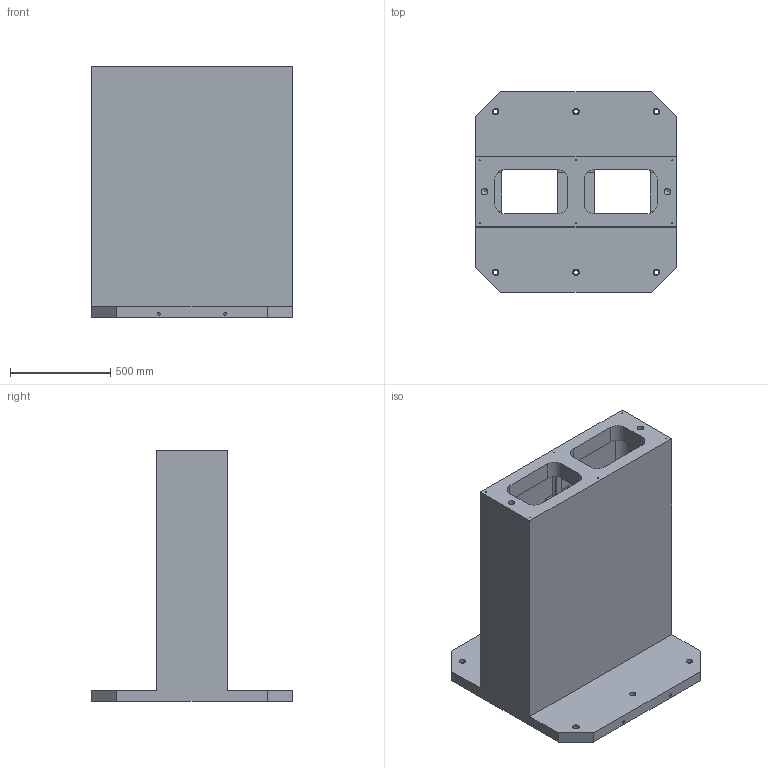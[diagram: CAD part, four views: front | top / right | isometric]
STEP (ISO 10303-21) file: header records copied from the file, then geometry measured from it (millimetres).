
FILE_DESCRIPTION( ( 'Unknown' ), '1' );
FILE_NAME( 'BP10-10001000-1250.stp', 'Unknown', ( 'S.C.H' ), ( 'Unknown' ), 'XStep 1.0', 'Unknown', ' ' );
FILE_SCHEMA( ( 'CONFIG_CONTROL_DESIGN' ) );
Length unit declared in the file: millimetre
Products named in the file (1): 1
Bounding box: 1000 x 1000 x 1250 mm (x, y, z)
Volume: 188302788.4 mm3; surface area: 8428558.2 mm2
Topology: 1 solids, 1 shells, 380 faces, 990 edges, 612 vertices
Faces by surface type: cylinder 155, plane 126, torus 84, cone 11, bspline 4
Full cylindrical faces by diameter (mm): 5 x6, 14 x3, 22 x6, 31.67 x2, 32 x6
Entity records: 12650 total; most frequent: CARTESIAN_POINT 3348, DIRECTION 2046, ORIENTED_EDGE 1856, EDGE_CURVE 928, AXIS2_PLACEMENT_3D 799, VERTEX_POINT 595, LINE 448, VECTOR 448
